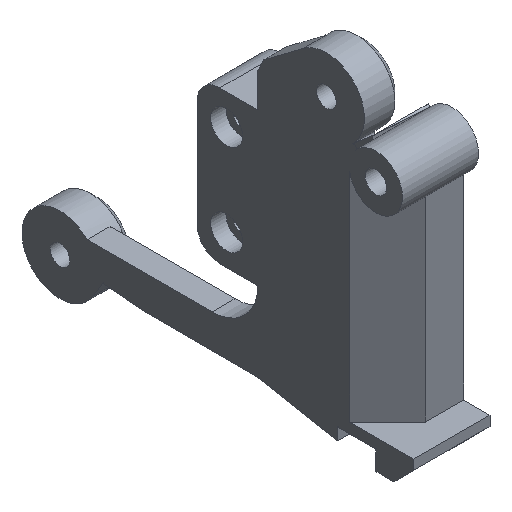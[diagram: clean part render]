
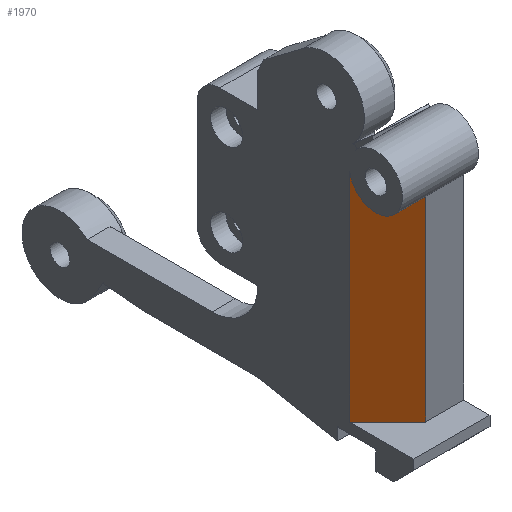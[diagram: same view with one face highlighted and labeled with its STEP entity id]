
A CAD part, isometric view. The second image highlights one B-rep face of the part: STEP entity #1970.
In plain terms, the highlighted planar face has unit normal (-0.707, -0.707, 0).
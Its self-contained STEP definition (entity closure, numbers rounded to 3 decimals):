
#93 = PLANE('',#94);
#94 = AXIS2_PLACEMENT_3D('',#95,#96,#97);
#95 = CARTESIAN_POINT('',(0.,4.136,8.762));
#96 = DIRECTION('',(-1.,-0.,-0.));
#97 = DIRECTION('',(0.,0.,-1.));
#1812 = PLANE('',#1813);
#1813 = AXIS2_PLACEMENT_3D('',#1814,#1815,#1816);
#1814 = CARTESIAN_POINT('',(0.,-13.049,-3.5));
#1815 = DIRECTION('',(0.,0.,-1.));
#1816 = DIRECTION('',(0.,-1.,0.));
#1871 = VERTEX_POINT('',#1872);
#1872 = CARTESIAN_POINT('',(5.,-13.049,-3.5));
#1888 = PLANE('',#1889);
#1889 = AXIS2_PLACEMENT_3D('',#1890,#1891,#1892);
#1890 = CARTESIAN_POINT('',(0.,-13.049,22.415));
#1891 = DIRECTION('',(0.,1.,0.));
#1892 = DIRECTION('',(0.,0.,-1.));
#1923 = VERTEX_POINT('',#1924);
#1924 = CARTESIAN_POINT('',(0.,-8.049,-3.5));
#1945 = EDGE_CURVE('',#1923,#1871,#1946,.T.);
#1946 = SURFACE_CURVE('',#1947,(#1951,#1958),.PCURVE_S1.);
#1947 = LINE('',#1948,#1949);
#1948 = CARTESIAN_POINT('',(2.5,-10.549,-3.5));
#1949 = VECTOR('',#1950,1.);
#1950 = DIRECTION('',(0.707,-0.707,0.));
#1951 = PCURVE('',#1812,#1952);
#1952 = DEFINITIONAL_REPRESENTATION('',(#1953),#1957);
#1953 = LINE('',#1954,#1955);
#1954 = CARTESIAN_POINT('',(-2.5,-2.5));
#1955 = VECTOR('',#1956,1.);
#1956 = DIRECTION('',(0.707,-0.707));
#1957 = ( GEOMETRIC_REPRESENTATION_CONTEXT(2) 
PARAMETRIC_REPRESENTATION_CONTEXT() REPRESENTATION_CONTEXT('2D SPACE',''
  ) );
#1958 = PCURVE('',#1959,#1964);
#1959 = PLANE('',#1960);
#1960 = AXIS2_PLACEMENT_3D('',#1961,#1962,#1963);
#1961 = CARTESIAN_POINT('',(2.5,-10.549,22.415));
#1962 = DIRECTION('',(-0.707,-0.707,0.));
#1963 = DIRECTION('',(0.,0.,-1.));
#1964 = DEFINITIONAL_REPRESENTATION('',(#1965),#1969);
#1965 = LINE('',#1966,#1967);
#1966 = CARTESIAN_POINT('',(25.915,0.));
#1967 = VECTOR('',#1968,1.);
#1968 = DIRECTION('',(-0.,1.));
#1969 = ( GEOMETRIC_REPRESENTATION_CONTEXT(2) 
PARAMETRIC_REPRESENTATION_CONTEXT() REPRESENTATION_CONTEXT('2D SPACE',''
  ) );
#1970 = ADVANCED_FACE('',(#1971),#1959,.T.);
#1971 = FACE_BOUND('',#1972,.T.);
#1972 = EDGE_LOOP('',(#1973,#2010,#2031,#2032));
#1973 = ORIENTED_EDGE('',*,*,#1974,.F.);
#1974 = EDGE_CURVE('',#1975,#1977,#1979,.T.);
#1975 = VERTEX_POINT('',#1976);
#1976 = CARTESIAN_POINT('',(0.,-8.049,24.97));
#1977 = VERTEX_POINT('',#1978);
#1978 = CARTESIAN_POINT('',(5.,-13.049,22.415));
#1979 = SURFACE_CURVE('',#1980,(#1985,#1992),.PCURVE_S1.);
#1980 = ELLIPSE('',#1981,4.95,3.5);
#1981 = AXIS2_PLACEMENT_3D('',#1982,#1983,#1984);
#1982 = CARTESIAN_POINT('',(3.451,-11.5,25.553));
#1983 = DIRECTION('',(-0.707,-0.707,-0.));
#1984 = DIRECTION('',(-0.707,0.707,0.));
#1985 = PCURVE('',#1959,#1986);
#1986 = DEFINITIONAL_REPRESENTATION('',(#1987),#1991);
#1987 = ELLIPSE('',#1988,4.95,3.5);
#1988 = AXIS2_PLACEMENT_2D('',#1989,#1990);
#1989 = CARTESIAN_POINT('',(-3.139,1.345));
#1990 = DIRECTION('',(0.,-1.));
#1991 = ( GEOMETRIC_REPRESENTATION_CONTEXT(2) 
PARAMETRIC_REPRESENTATION_CONTEXT() REPRESENTATION_CONTEXT('2D SPACE',''
  ) );
#1992 = PCURVE('',#1993,#1998);
#1993 = CYLINDRICAL_SURFACE('',#1994,3.5);
#1994 = AXIS2_PLACEMENT_3D('',#1995,#1996,#1997);
#1995 = CARTESIAN_POINT('',(0.,-11.5,25.553));
#1996 = DIRECTION('',(-1.,-0.,-0.));
#1997 = DIRECTION('',(0.,1.,0.));
#1998 = DEFINITIONAL_REPRESENTATION('',(#1999),#2009);
#1999 = B_SPLINE_CURVE_WITH_KNOTS('',8,(#2000,#2001,#2002,#2003,#2004,
    #2005,#2006,#2007,#2008),.UNSPECIFIED.,.F.,.F.,(9,9),(0.167
    ,2.029),.PIECEWISE_BEZIER_KNOTS.);
#2000 = CARTESIAN_POINT('',(-6.116,0.));
#2001 = CARTESIAN_POINT('',(-5.883,-0.136));
#2002 = CARTESIAN_POINT('',(-5.65,-0.485));
#2003 = CARTESIAN_POINT('',(-5.418,-1.037));
#2004 = CARTESIAN_POINT('',(-5.185,-1.755));
#2005 = CARTESIAN_POINT('',(-4.952,-2.581));
#2006 = CARTESIAN_POINT('',(-4.719,-3.443));
#2007 = CARTESIAN_POINT('',(-4.487,-4.27));
#2008 = CARTESIAN_POINT('',(-4.254,-5.));
#2009 = ( GEOMETRIC_REPRESENTATION_CONTEXT(2) 
PARAMETRIC_REPRESENTATION_CONTEXT() REPRESENTATION_CONTEXT('2D SPACE',''
  ) );
#2010 = ORIENTED_EDGE('',*,*,#2011,.T.);
#2011 = EDGE_CURVE('',#1975,#1923,#2012,.T.);
#2012 = SURFACE_CURVE('',#2013,(#2017,#2024),.PCURVE_S1.);
#2013 = LINE('',#2014,#2015);
#2014 = CARTESIAN_POINT('',(0.,-8.049,22.415));
#2015 = VECTOR('',#2016,1.);
#2016 = DIRECTION('',(0.,0.,-1.));
#2017 = PCURVE('',#1959,#2018);
#2018 = DEFINITIONAL_REPRESENTATION('',(#2019),#2023);
#2019 = LINE('',#2020,#2021);
#2020 = CARTESIAN_POINT('',(0.,-3.536));
#2021 = VECTOR('',#2022,1.);
#2022 = DIRECTION('',(1.,0.));
#2023 = ( GEOMETRIC_REPRESENTATION_CONTEXT(2) 
PARAMETRIC_REPRESENTATION_CONTEXT() REPRESENTATION_CONTEXT('2D SPACE',''
  ) );
#2024 = PCURVE('',#93,#2025);
#2025 = DEFINITIONAL_REPRESENTATION('',(#2026),#2030);
#2026 = LINE('',#2027,#2028);
#2027 = CARTESIAN_POINT('',(-13.653,12.185));
#2028 = VECTOR('',#2029,1.);
#2029 = DIRECTION('',(1.,0.));
#2030 = ( GEOMETRIC_REPRESENTATION_CONTEXT(2) 
PARAMETRIC_REPRESENTATION_CONTEXT() REPRESENTATION_CONTEXT('2D SPACE',''
  ) );
#2031 = ORIENTED_EDGE('',*,*,#1945,.T.);
#2032 = ORIENTED_EDGE('',*,*,#2033,.F.);
#2033 = EDGE_CURVE('',#1977,#1871,#2034,.T.);
#2034 = SURFACE_CURVE('',#2035,(#2039,#2046),.PCURVE_S1.);
#2035 = LINE('',#2036,#2037);
#2036 = CARTESIAN_POINT('',(5.,-13.049,22.415));
#2037 = VECTOR('',#2038,1.);
#2038 = DIRECTION('',(0.,0.,-1.));
#2039 = PCURVE('',#1959,#2040);
#2040 = DEFINITIONAL_REPRESENTATION('',(#2041),#2045);
#2041 = LINE('',#2042,#2043);
#2042 = CARTESIAN_POINT('',(0.,3.536));
#2043 = VECTOR('',#2044,1.);
#2044 = DIRECTION('',(1.,0.));
#2045 = ( GEOMETRIC_REPRESENTATION_CONTEXT(2) 
PARAMETRIC_REPRESENTATION_CONTEXT() REPRESENTATION_CONTEXT('2D SPACE',''
  ) );
#2046 = PCURVE('',#1888,#2047);
#2047 = DEFINITIONAL_REPRESENTATION('',(#2048),#2052);
#2048 = LINE('',#2049,#2050);
#2049 = CARTESIAN_POINT('',(0.,-5.));
#2050 = VECTOR('',#2051,1.);
#2051 = DIRECTION('',(1.,0.));
#2052 = ( GEOMETRIC_REPRESENTATION_CONTEXT(2) 
PARAMETRIC_REPRESENTATION_CONTEXT() REPRESENTATION_CONTEXT('2D SPACE',''
  ) );
